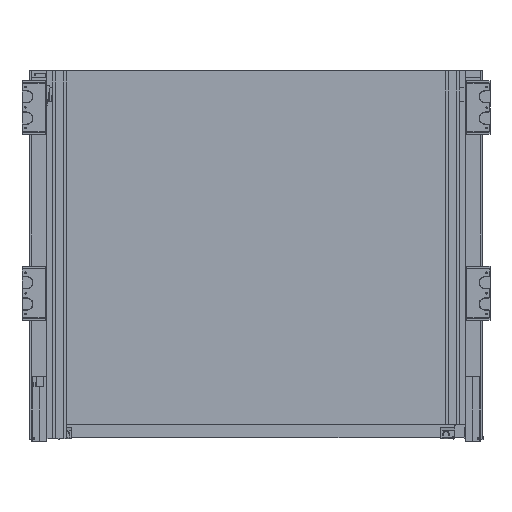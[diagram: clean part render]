
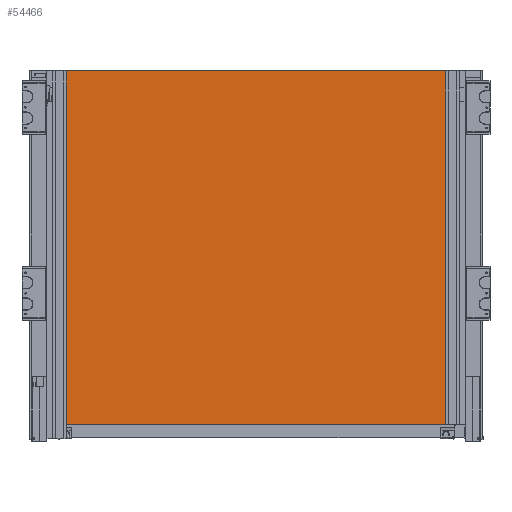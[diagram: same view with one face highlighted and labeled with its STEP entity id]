
A CAD part, front view. The second image highlights one B-rep face of the part: STEP entity #54466.
In plain terms, the highlighted planar face has unit normal (0, -1, 0).
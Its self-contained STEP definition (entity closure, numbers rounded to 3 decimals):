
#2896=FACE_OUTER_BOUND('',#5721,.T.);
#5721=EDGE_LOOP('',(#33942,#33943,#33944,#33945));
#8776=LINE('',#74773,#14851);
#8780=LINE('',#74781,#14855);
#8783=LINE('',#74787,#14858);
#8786=LINE('',#74792,#14861);
#14851=VECTOR('',#61153,1000.);
#14855=VECTOR('',#61159,1000.);
#14858=VECTOR('',#61164,1000.);
#14861=VECTOR('',#61169,1000.);
#20926=VERTEX_POINT('',#74771);
#20927=VERTEX_POINT('',#74772);
#20930=VERTEX_POINT('',#74780);
#20932=VERTEX_POINT('',#74786);
#26081=EDGE_CURVE('',#20926,#20927,#8776,.T.);
#26085=EDGE_CURVE('',#20927,#20930,#8780,.T.);
#26088=EDGE_CURVE('',#20930,#20932,#8783,.T.);
#26091=EDGE_CURVE('',#20932,#20926,#8786,.T.);
#33942=ORIENTED_EDGE('',*,*,#26081,.F.);
#33943=ORIENTED_EDGE('',*,*,#26091,.F.);
#33944=ORIENTED_EDGE('',*,*,#26088,.F.);
#33945=ORIENTED_EDGE('',*,*,#26085,.F.);
#49609=PLANE('',#57381);
#54466=ADVANCED_FACE('',(#2896),#49609,.T.);
#57381=AXIS2_PLACEMENT_3D('',#74795,#61173,#61174);
#61153=DIRECTION('',(0.,0.,-1.));
#61159=DIRECTION('',(-1.,0.,0.));
#61164=DIRECTION('',(0.,0.,1.));
#61169=DIRECTION('',(1.,0.,0.));
#61173=DIRECTION('center_axis',(0.,-1.,0.));
#61174=DIRECTION('ref_axis',(0.,0.,
-1.));
#74771=CARTESIAN_POINT('',(1240.977,1298.439,152.6));
#74772=CARTESIAN_POINT('',(1240.977,1298.439,-273.4));
#74773=CARTESIAN_POINT('',(1240.977,1298.439,152.6));
#74780=CARTESIAN_POINT('',(751.977,1298.439,-273.4));
#74781=CARTESIAN_POINT('',(751.977,1298.439,-273.4));
#74786=CARTESIAN_POINT('',(751.977,1298.439,152.6));
#74787=CARTESIAN_POINT('',(751.977,1298.439,152.6));
#74792=CARTESIAN_POINT('',(751.977,1298.439,152.6));
#74795=CARTESIAN_POINT('Origin',(996.477,1298.439,-60.4));
